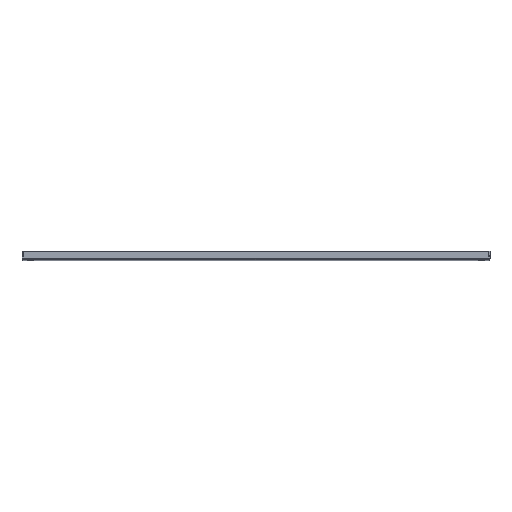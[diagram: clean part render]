
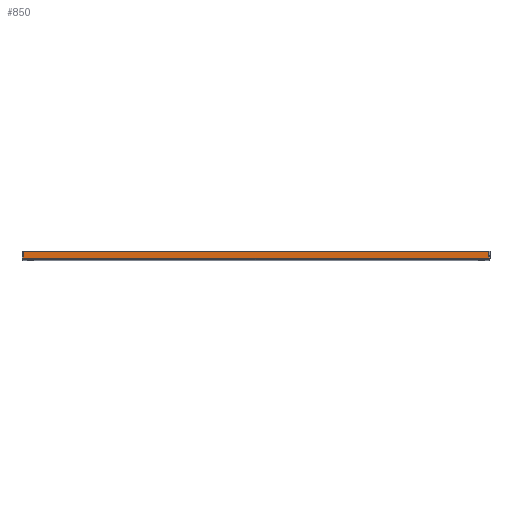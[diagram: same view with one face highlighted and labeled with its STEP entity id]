
A CAD part, top view. The second image highlights one B-rep face of the part: STEP entity #850.
In plain terms, the highlighted planar face has unit normal (0, 0, 1).
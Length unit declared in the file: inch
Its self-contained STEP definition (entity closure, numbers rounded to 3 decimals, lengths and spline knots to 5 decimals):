
#178 = DIRECTION ( 'NONE',  ( 0., -1., 0. ) ) ;
#181 = FACE_OUTER_BOUND ( 'NONE', #939, .T. ) ;
#218 = VECTOR ( 'NONE', #354, 39.37008 ) ;
#235 = CARTESIAN_POINT ( 'NONE',  ( 23.87492, 0.875, 22. ) ) ;
#286 = VERTEX_POINT ( 'NONE', #1615 ) ;
#339 = ORIENTED_EDGE ( 'NONE', *, *, #2485, .T. ) ;
#354 = DIRECTION ( 'NONE',  ( -1., 0., 0. ) ) ;
#435 = VECTOR ( 'NONE', #2055, 39.37008 ) ;
#436 = DIRECTION ( 'NONE',  ( 0., -1., 0. ) ) ;
#440 = LINE ( 'NONE', #2188, #218 ) ;
#468 = VERTEX_POINT ( 'NONE', #1208 ) ;
#548 = EDGE_CURVE ( 'NONE', #1703, #468, #440, .T. ) ;
#613 = LINE ( 'NONE', #2954, #435 ) ;
#623 = AXIS2_PLACEMENT_3D ( 'NONE', #1811, #897, #436 ) ;
#646 = ORIENTED_EDGE ( 'NONE', *, *, #1301, .T. ) ;
#717 = VECTOR ( 'NONE', #178, 39.37008 ) ;
#850 = ADVANCED_FACE ( 'NONE', ( #181 ), #1391, .T. ) ;
#897 = DIRECTION ( 'NONE',  ( 0., 0., 1. ) ) ;
#914 = ORIENTED_EDGE ( 'NONE', *, *, #548, .F. ) ;
#939 = EDGE_LOOP ( 'NONE', ( #914, #1079, #646, #339 ) ) ;
#1074 = CARTESIAN_POINT ( 'NONE',  ( -23.87492, 0.11039, 22. ) ) ;
#1079 = ORIENTED_EDGE ( 'NONE', *, *, #2576, .T. ) ;
#1133 = CARTESIAN_POINT ( 'NONE',  ( 23.87492, 0.185, 22. ) ) ;
#1208 = CARTESIAN_POINT ( 'NONE',  ( -23.87492, 0.185, 22. ) ) ;
#1301 = EDGE_CURVE ( 'NONE', #2163, #286, #613, .T. ) ;
#1391 = PLANE ( 'NONE',  #623 ) ;
#1615 = CARTESIAN_POINT ( 'NONE',  ( -23.87492, 0.875, 22. ) ) ;
#1703 = VERTEX_POINT ( 'NONE', #1133 ) ;
#1792 = VECTOR ( 'NONE', #2260, 39.37008 ) ;
#1811 = CARTESIAN_POINT ( 'NONE',  ( -23.815, 0.11039, 22. ) ) ;
#1952 = LINE ( 'NONE', #1074, #717 ) ;
#2017 = LINE ( 'NONE', #2242, #1792 ) ;
#2055 = DIRECTION ( 'NONE',  ( -1., 0., 0. ) ) ;
#2163 = VERTEX_POINT ( 'NONE', #235 ) ;
#2188 = CARTESIAN_POINT ( 'NONE',  ( -23.815, 0.185, 22. ) ) ;
#2242 = CARTESIAN_POINT ( 'NONE',  ( 23.87492, 0.11039, 22. ) ) ;
#2260 = DIRECTION ( 'NONE',  ( 0., 1., 0. ) ) ;
#2485 = EDGE_CURVE ( 'NONE', #286, #468, #1952, .T. ) ;
#2576 = EDGE_CURVE ( 'NONE', #1703, #2163, #2017, .T. ) ;
#2954 = CARTESIAN_POINT ( 'NONE',  ( -23.815, 0.875, 22. ) ) ;
